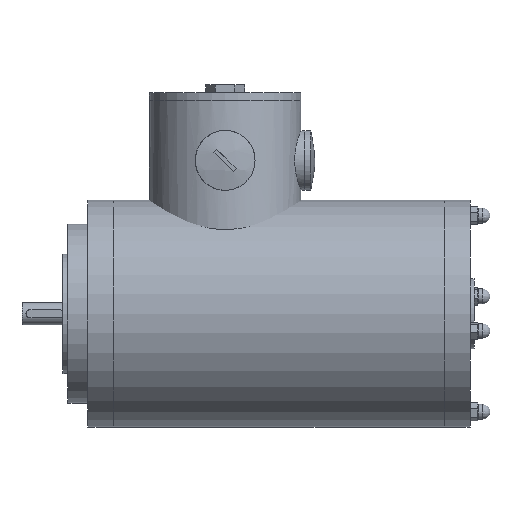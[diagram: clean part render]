
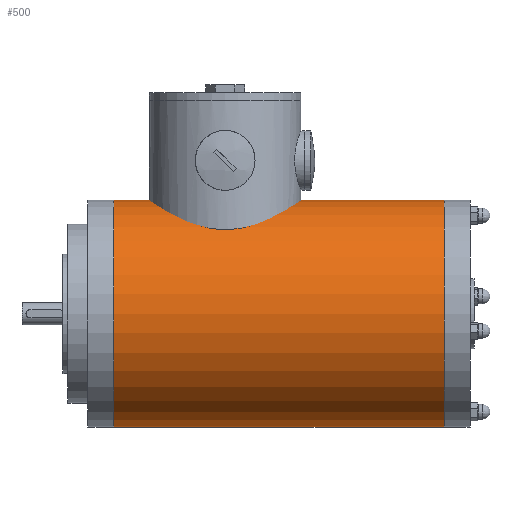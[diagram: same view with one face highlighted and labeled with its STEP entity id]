
A CAD part, front view. The second image highlights one B-rep face of the part: STEP entity #500.
In plain terms, the highlighted cylindrical face has radius 57 mm (diameter 114 mm), a full revolution.
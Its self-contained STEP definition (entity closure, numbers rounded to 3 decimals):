
#500=ADVANCED_FACE('', (#510,#520), #530, .T.);
#8820=AXIS2_PLACEMENT_3D('Ax2Pl3d', #8830, #8840, #8850);
#8860=AXIS2_PLACEMENT_3D('Ax2Pl3d', #8870, #8880, #8890);
#8900=AXIS2_PLACEMENT_3D('Ax2Pl3d', #8910, #8920, #8930);
#8830=CARTESIAN_POINT('HicPkt', (0.061,0.029,
0.));
#8870=CARTESIAN_POINT('HicPkt', (166.061,0.029,0.));
#66080=CARTESIAN_POINT('', (166.061,57.029,0.));
#8910=CARTESIAN_POINT('HicPkt', (0.061,0.029,0.));
#66090=CARTESIAN_POINT('', (0.061,57.029,0.));
#70230=CIRCLE('Circle', #8860, 57.);
#70240=CIRCLE('Circle', #8900, 57.);
#530=CYLINDRICAL_SURFACE('Zyl', #8820, 57.);
#8840=DIRECTION('Axis', (1.,0.,0.));
#8850=DIRECTION('RefDirection', (0.,0.,-1.));
#8880=DIRECTION('Axis', (1.,0.,0.));
#8890=DIRECTION('RefDirection', (0.,0.,-1.));
#8920=DIRECTION('Axis', (1.,0.,0.));
#8930=DIRECTION('RefDirection', (0.,0.,-1.));
#84220=EDGE_CURVE('', #84230, #84230, #70230, .T.);
#84240=EDGE_CURVE('', #84250, #84250, #70240, .T.);
#92330=EDGE_LOOP('Edge_loop', (#92340));
#92350=EDGE_LOOP('Edge_loop', (#92360));
#520=FACE_BOUND('', #92350, .T.);
#510=FACE_OUTER_BOUND('Face_outer_bound', #92330, .T.);
#92340=ORIENTED_EDGE('', *, *, #84220, .F.);
#92360=ORIENTED_EDGE('', *, *, #84240, .T.);
#84230=VERTEX_POINT('', #66080);
#84250=VERTEX_POINT('', #66090);
